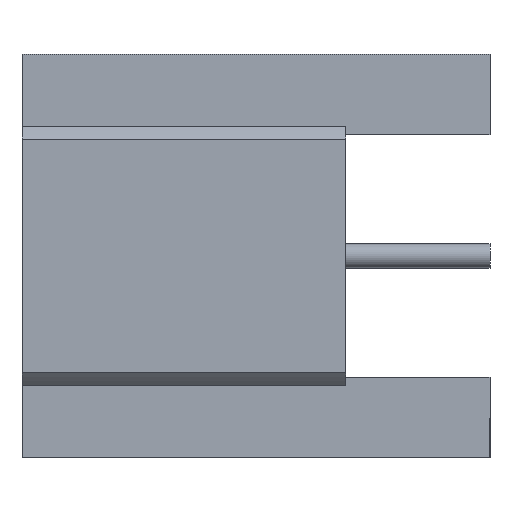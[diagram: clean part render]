
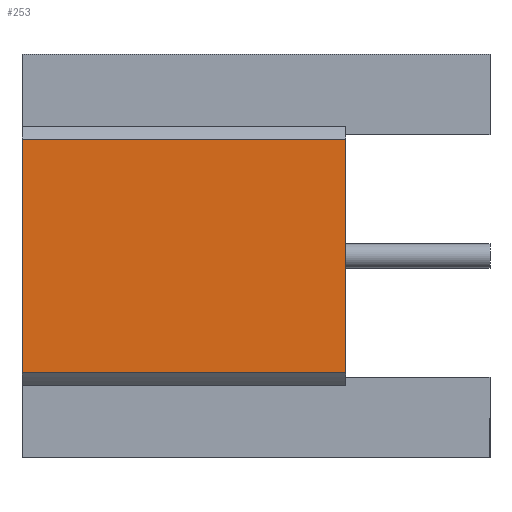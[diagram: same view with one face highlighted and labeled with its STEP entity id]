
A CAD part, front view. The second image highlights one B-rep face of the part: STEP entity #253.
In plain terms, the highlighted planar face has unit normal (0, -1, 0).
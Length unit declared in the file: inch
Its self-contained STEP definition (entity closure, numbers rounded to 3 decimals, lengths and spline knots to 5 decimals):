
#1 = CARTESIAN_POINT ( 'NONE',  ( 0.2, -0.083, 0.07219 ) ) ;
#32 = ORIENTED_EDGE ( 'NONE', *, *, #59, .F. ) ;
#34 = CARTESIAN_POINT ( 'NONE',  ( 0., -0.083, 0.07219 ) ) ;
#48 = DIRECTION ( 'NONE',  ( 0., 0., 1. ) ) ;
#59 = EDGE_CURVE ( 'NONE', #588, #721, #74, .T. ) ;
#74 = LINE ( 'NONE', #78, #487 ) ;
#78 = CARTESIAN_POINT ( 'NONE',  ( 0.2, -0.083, 0. ) ) ;
#116 = ORIENTED_EDGE ( 'NONE', *, *, #399, .T. ) ;
#138 = ORIENTED_EDGE ( 'NONE', *, *, #856, .T. ) ;
#203 = DIRECTION ( 'NONE',  ( 1., 0., 0. ) ) ;
#216 = LINE ( 'NONE', #551, #454 ) ;
#231 = EDGE_CURVE ( 'NONE', #280, #721, #216, .T. ) ;
#253 = ADVANCED_FACE ( 'NONE', ( #560 ), #427, .F. ) ;
#268 = CARTESIAN_POINT ( 'NONE',  ( 0.2, -0.083, -0.07219 ) ) ;
#280 = VERTEX_POINT ( 'NONE', #950 ) ;
#302 = AXIS2_PLACEMENT_3D ( 'NONE', #855, #782, #48 ) ;
#320 = CARTESIAN_POINT ( 'NONE',  ( 0.2, -0.083, 0.07219 ) ) ;
#365 = DIRECTION ( 'NONE',  ( -1., 0., 0. ) ) ;
#399 = EDGE_CURVE ( 'NONE', #566, #280, #652, .T. ) ;
#427 = PLANE ( 'NONE',  #302 ) ;
#454 = VECTOR ( 'NONE', #203, 39.37008 ) ;
#455 = DIRECTION ( 'NONE',  ( 0., 0., -1. ) ) ;
#487 = VECTOR ( 'NONE', #813, 39.37008 ) ;
#521 = CARTESIAN_POINT ( 'NONE',  ( 0., -0.083, -0.14811 ) ) ;
#551 = CARTESIAN_POINT ( 'NONE',  ( 0.2, -0.083, -0.07219 ) ) ;
#560 = FACE_OUTER_BOUND ( 'NONE', #618, .T. ) ;
#566 = VERTEX_POINT ( 'NONE', #34 ) ;
#588 = VERTEX_POINT ( 'NONE', #320 ) ;
#618 = EDGE_LOOP ( 'NONE', ( #770, #32, #138, #116 ) ) ;
#643 = LINE ( 'NONE', #1, #897 ) ;
#652 = LINE ( 'NONE', #521, #865 ) ;
#721 = VERTEX_POINT ( 'NONE', #268 ) ;
#770 = ORIENTED_EDGE ( 'NONE', *, *, #231, .T. ) ;
#782 = DIRECTION ( 'NONE',  ( 0., 1., 0. ) ) ;
#813 = DIRECTION ( 'NONE',  ( 0., 0., -1. ) ) ;
#855 = CARTESIAN_POINT ( 'NONE',  ( 0.32, -0.083, -0.14811 ) ) ;
#856 = EDGE_CURVE ( 'NONE', #588, #566, #643, .T. ) ;
#865 = VECTOR ( 'NONE', #455, 39.37008 ) ;
#897 = VECTOR ( 'NONE', #365, 39.37008 ) ;
#950 = CARTESIAN_POINT ( 'NONE',  ( 0., -0.083, -0.07219 ) ) ;
